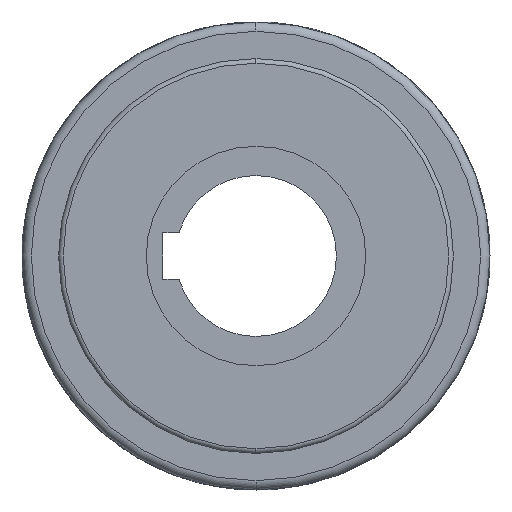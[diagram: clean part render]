
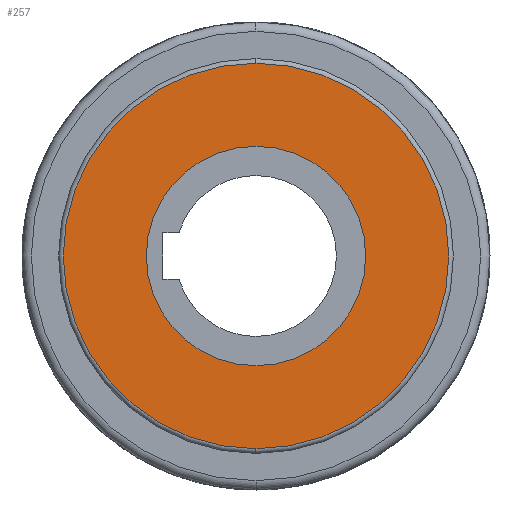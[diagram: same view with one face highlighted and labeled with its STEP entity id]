
A CAD part, left-side view. The second image highlights one B-rep face of the part: STEP entity #257.
In plain terms, the highlighted planar face has unit normal (-1, 0, 0).
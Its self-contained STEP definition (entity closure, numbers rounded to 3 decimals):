
#257=ADVANCED_FACE('',(#716,#717),#718,.T.);
#716=FACE_BOUND('',#1181,.T.);
#717=FACE_OUTER_BOUND('',#1182,.T.);
#718=PLANE('',#1183);
#1181=EDGE_LOOP('',(#2923,#2924));
#1182=EDGE_LOOP('',(#2925,#2926,#2927));
#1183=AXIS2_PLACEMENT_3D('',#2928,#2929,#2930);
#2923=ORIENTED_EDGE('',*,*,#3503,.T.);
#2924=ORIENTED_EDGE('',*,*,#3020,.T.);
#2925=ORIENTED_EDGE('',*,*,#2976,.F.);
#2926=ORIENTED_EDGE('',*,*,#2975,.F.);
#2927=ORIENTED_EDGE('',*,*,#3520,.F.);
#2928=CARTESIAN_POINT('',(0.0,32.95,0.0));
#2929=DIRECTION('',(-1.0,-0.0,0.0));
#2930=DIRECTION('',(0.0,-1.0,-0.0));
#2975=EDGE_CURVE('',#3546,#3549,#3550,.T.);
#2976=EDGE_CURVE('',#3549,#3551,#3552,.T.);
#3020=EDGE_CURVE('',#3631,#3635,#3637,.T.);
#3503=EDGE_CURVE('',#3635,#3631,#4438,.T.);
#3520=EDGE_CURVE('',#3551,#3546,#4459,.T.);
#3546=VERTEX_POINT('',#4487);
#3549=VERTEX_POINT('',#4490);
#3550=CIRCLE('',#4491,65.9);
#3551=VERTEX_POINT('',#4492);
#3552=CIRCLE('',#4493,65.9);
#3631=VERTEX_POINT('',#4787);
#3635=VERTEX_POINT('',#4792);
#3637=CIRCLE('',#4795,37.5);
#4438=CIRCLE('',#6524,37.5);
#4459=CIRCLE('',#6558,65.9);
#4487=CARTESIAN_POINT('',(0.0,0.,-65.9));
#4490=CARTESIAN_POINT('',(0.0,65.9,0.0));
#4491=AXIS2_PLACEMENT_3D('',#6594,#6595,#6596);
#4492=CARTESIAN_POINT('',(0.0,0.,65.9));
#4493=AXIS2_PLACEMENT_3D('',#6597,#6598,#6599);
#4787=CARTESIAN_POINT('',(0.0,0.,-37.5));
#4792=CARTESIAN_POINT('',(0.0,0.,37.5));
#4795=AXIS2_PLACEMENT_3D('',#6681,#6682,#6683);
#6524=AXIS2_PLACEMENT_3D('',#7547,#7548,#7549);
#6558=AXIS2_PLACEMENT_3D('',#7572,#7573,#7574);
#6594=CARTESIAN_POINT('',(0.0,0.0,0.0));
#6595=DIRECTION('',(1.0,0.0,0.0));
#6596=DIRECTION('',(0.0,1.0,0.0));
#6597=CARTESIAN_POINT('',(0.0,0.0,0.0));
#6598=DIRECTION('',(1.0,0.0,0.0));
#6599=DIRECTION('',(0.0,1.0,0.0));
#6681=CARTESIAN_POINT('',(0.0,0.0,0.0));
#6682=DIRECTION('',(1.0,-0.0,0.0));
#6683=DIRECTION('',(0.0,0.0,-1.0));
#7547=CARTESIAN_POINT('',(0.0,0.0,0.0));
#7548=DIRECTION('',(1.0,-0.0,0.0));
#7549=DIRECTION('',(0.0,0.0,-1.0));
#7572=CARTESIAN_POINT('',(0.0,0.0,0.0));
#7573=DIRECTION('',(1.0,0.0,0.0));
#7574=DIRECTION('',(0.0,1.0,0.0));
